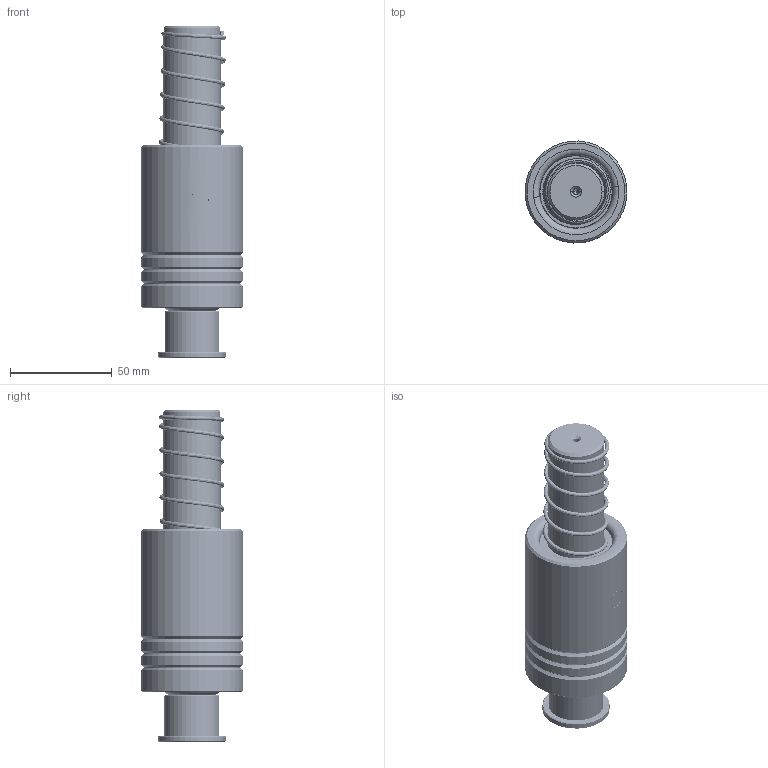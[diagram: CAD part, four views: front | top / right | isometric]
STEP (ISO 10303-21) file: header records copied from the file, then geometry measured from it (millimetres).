
FILE_DESCRIPTION (( 'STEP AP214' ), '1' );
FILE_NAME ('LKSH LKJH-D28-L140(BL-80).STEP', '2021-08-12T07:27:08', ( '' ), ( '' ), 'SwSTEP 2.0', 'SolidWorks 2016', '' );
FILE_SCHEMA (( 'AUTOMOTIVE_DESIGN' ));
Length unit declared in the file: millimetre
Products named in the file (301): BALL-D4; DSPK-D28-L140; BSH-D35.5-28.5-L75郪蚾; LKSH LKJH-D28-L140(BL-80); TBB-D50-d36-L80; GTK-D33-d27; HWP-D31.3-d28.5-L70; BSH-35.5-28.5-L75
Assembly tree (295 placements, depth 3):
  BALL-D4
  BALL-D4
  BALL-D4
  BALL-D4
  BALL-D4
Bounding box: 49.95 x 49.98 x 163 mm (x, y, z)
Volume: 195789.8 mm3; surface area: 87832.4 mm2
Topology: 291 solids, 291 shells, 1277 faces, 5527 edges, 3668 vertices
Faces by surface type: sphere 1144, cone 46, cylinder 36, plane 21, torus 16, bspline 14
Entity records: 59419 total; most frequent: CARTESIAN_POINT 35687, ORIENTED_EDGE 4172, DIRECTION 3546, EDGE_CURVE 2086, AXIS2_PLACEMENT_3D 1712, VERTEX_POINT 1368, EDGE_LOOP 1262, B_SPLINE_CURVE_WITH_KNOTS 1249
